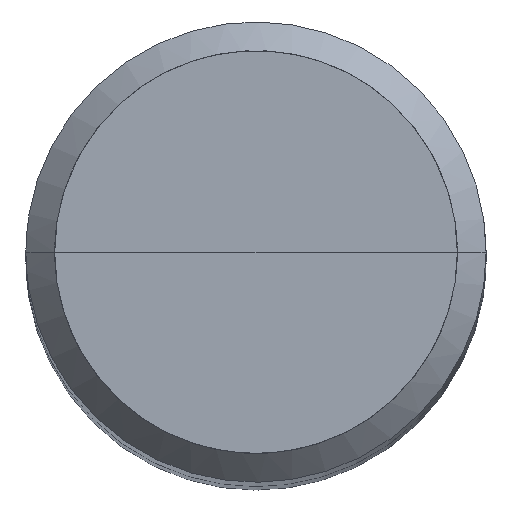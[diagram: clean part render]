
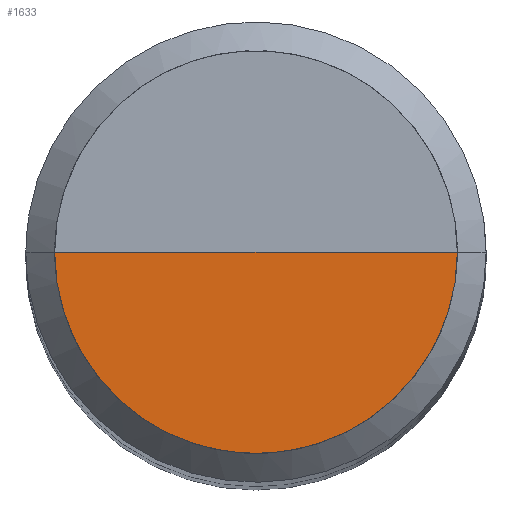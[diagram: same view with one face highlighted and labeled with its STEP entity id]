
A CAD part, top view. The second image highlights one B-rep face of the part: STEP entity #1633.
In plain terms, the highlighted free-form (B-spline) face has degree [1, 2] with [2, 5] control points.
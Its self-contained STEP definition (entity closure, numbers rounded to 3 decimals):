
#1324=CARTESIAN_POINT('',(3.5,0.0,42.0));
#1328=CARTESIAN_POINT('',(-3.5,0.0,42.0));
#1329=CARTESIAN_POINT('',(0.0,0.0,42.0));
#1333=CARTESIAN_POINT('',(-3.5,-3.5,42.0));
#1334=CARTESIAN_POINT('',(0.0,-3.5,42.0));
#1335=CARTESIAN_POINT('',(3.5,-3.5,42.0));
#1618=(
BOUNDED_SURFACE()
B_SPLINE_SURFACE(1,2,(
(#1328,#1333,#1334,#1335,#1324),
(#1329,#1329,#1329,#1329,#1329)
), .UNSPECIFIED.,.F.,.F.,.F.)
B_SPLINE_SURFACE_WITH_KNOTS((2,2),(3,2,3),(
0.0,1.0),(
0.0,0.5,1.0), .UNSPECIFIED.)
GEOMETRIC_REPRESENTATION_ITEM()
RATIONAL_B_SPLINE_SURFACE(((1.0,0.707,1.0,0.707,1.0),
(1.0,0.707,1.0,0.707,1.0)
))
REPRESENTATION_ITEM('')
SURFACE()
);
#1619=(
BOUNDED_CURVE()
B_SPLINE_CURVE(1,(#1329,#1324),.UNSPECIFIED.,.F.,.F.)
B_SPLINE_CURVE_WITH_KNOTS((2,2),
(0.0,1.0),.UNSPECIFIED.)
CURVE()
GEOMETRIC_REPRESENTATION_ITEM()
RATIONAL_B_SPLINE_CURVE((1.0,1.0))
REPRESENTATION_ITEM('')
);
#1620=(
BOUNDED_CURVE()
B_SPLINE_CURVE(2,(#1324,#1335,#1334,#1333,#1328),.UNSPECIFIED.,.F.,.F.)
B_SPLINE_CURVE_WITH_KNOTS((3,2,3),
(0.0,0.5,1.0),.UNSPECIFIED.)
CURVE()
GEOMETRIC_REPRESENTATION_ITEM()
RATIONAL_B_SPLINE_CURVE((1.0,0.707,1.0,0.707,1.0))
REPRESENTATION_ITEM('')
);
#1621=(
BOUNDED_CURVE()
B_SPLINE_CURVE(1,(#1328,#1329),.UNSPECIFIED.,.F.,.F.)
B_SPLINE_CURVE_WITH_KNOTS((2,2),
(0.0,1.0),.UNSPECIFIED.)
CURVE()
GEOMETRIC_REPRESENTATION_ITEM()
RATIONAL_B_SPLINE_CURVE((1.0,1.0))
REPRESENTATION_ITEM('')
);
#1622=VERTEX_POINT('',#1324);
#1623=VERTEX_POINT('',#1328);
#1624=VERTEX_POINT('',#1329);
#1625=EDGE_CURVE('',#1624,#1622,#1619,.T.);
#1626=EDGE_CURVE('',#1622,#1623,#1620,.T.);
#1627=EDGE_CURVE('',#1623,#1624,#1621,.T.);
#1628=ORIENTED_EDGE('',*,*,#1625,.T.);
#1629=ORIENTED_EDGE('',*,*,#1626,.T.);
#1630=ORIENTED_EDGE('',*,*,#1627,.T.);
#1631=EDGE_LOOP('',(#1628,#1629,#1630));
#1632=FACE_OUTER_BOUND('',#1631,.T.);
#1633=ADVANCED_FACE('',(#1632),#1618,.T.);
